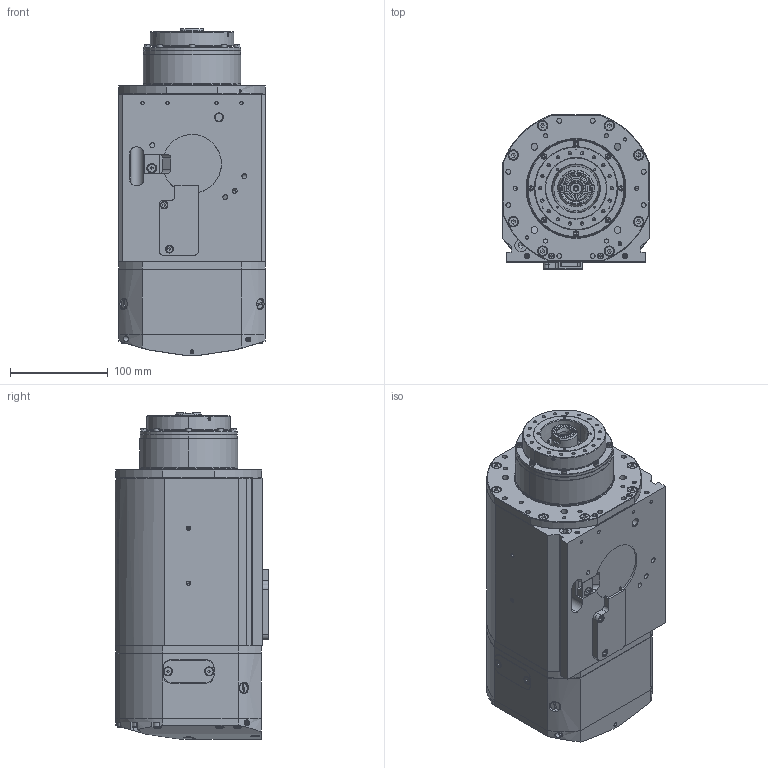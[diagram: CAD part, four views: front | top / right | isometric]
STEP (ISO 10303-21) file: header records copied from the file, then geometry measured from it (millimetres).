
FILE_DESCRIPTION (( 'STEP AP214' ), '1' );
FILE_NAME ('GDL75-HSK63E-24Z-17傻掏蚾饜极.STEP', '2025-08-19T00:41:45', ( '00' ), ( '' ), 'SwSTEP 2.0', 'SolidWorks 2018', '' );
FILE_SCHEMA (( 'AUTOMOTIVE_DESIGN' ));
Length unit declared in the file: millimetre
Products named in the file (125): 蛌赽沺陑; HSK63A嶺絮儂凳; 接近开关_刀具弹出; DIN7984_M6℅16; 詩杶; 秏秞ん; GBT70.1_M5¡Á12; M14｡ﾁ1.5｡ﾁ12S5ﾂﾝｶ､; GBT77_M4｡ﾁ6; 晤鎢ん黍芛GS04AMIS; GBT78_M5｡ﾁ6; GBT70.1_M3｡ﾁ8; 覃淕菜; GBT70.1_M5¡Á80; GBT77_M5｡ﾁ6; DIN7984_M6℅20; HSK63A嶺蛈え; 壺鳥ァ裝; 揤盄啣; 71911-6外隔圈; 絳砃种隊6℅40; 諉輪羲壽嘐隅輸; 裔啣砎蝶菜; GBT70.2_M4¡Á10; ァ詰窒璃剞攜蚾饜; ァ詰綴裔; DIN913_M14｡ﾁ1｡ﾁ10; ァ詰弅剞攜蚾饜; GBT70.3_M4¡Á10; 活塞; HSK63A嶺蛈釱; GBT78_M4℅10; 活塞复位弹簧; 前轴承外圈锁紧螺母-顺装; 綴蹟譫; 隅赽; GBT77_M6｡ﾁ6; GBT818_M4℅8; 粣創7008C; 盄標 ...
Assembly tree (103 placements, depth 4):
  蛌赽沺陑
  接近开关_刀具弹出
  詩杶
  晤鎢ん黍芛GS04AMIS
  覃淕菜
Bounding box: 150 x 157 x 333.6 mm (x, y, z)
Volume: 1681442 mm3; surface area: 592747.9 mm2
Topology: 98 solids, 98 shells, 2848 faces, 7090 edges, 4403 vertices
Faces by surface type: cylinder 1132, plane 957, cone 597, torus 150, bspline 12
Entity records: 88195 total; most frequent: CARTESIAN_POINT 22186, DIRECTION 13101, ORIENTED_EDGE 12460, EDGE_CURVE 6230, AXIS2_PLACEMENT_3D 5192, VERTEX_POINT 4015, EDGE_LOOP 3133, VECTOR 2717
